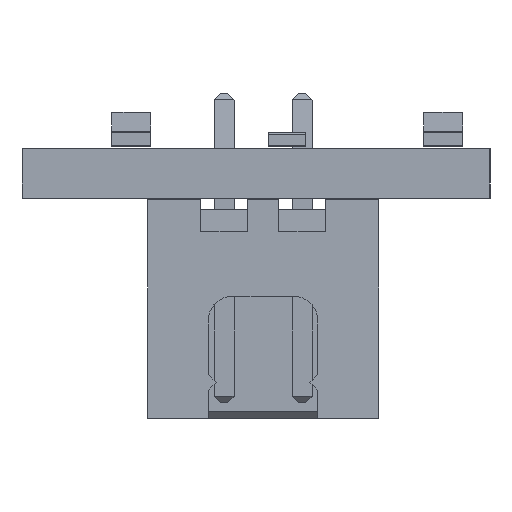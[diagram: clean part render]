
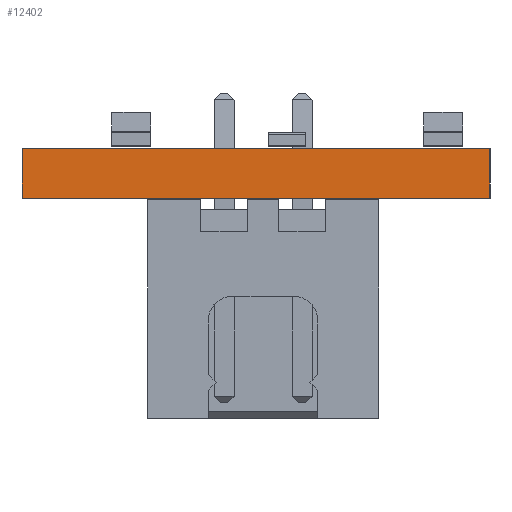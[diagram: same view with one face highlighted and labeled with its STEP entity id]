
A CAD part, left-side view. The second image highlights one B-rep face of the part: STEP entity #12402.
In plain terms, the highlighted planar face has unit normal (-1, 0, 0).
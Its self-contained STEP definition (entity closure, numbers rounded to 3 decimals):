
#12221 = PLANE('',#12222);
#12222 = AXIS2_PLACEMENT_3D('',#12223,#12224,#12225);
#12223 = CARTESIAN_POINT('',(220.,-105.,0.));
#12224 = DIRECTION('',(0.,-1.,0.));
#12225 = DIRECTION('',(-1.,0.,0.));
#12246 = VERTEX_POINT('',#12247);
#12247 = CARTESIAN_POINT('',(50.,-105.,1.6));
#12261 = PLANE('',#12262);
#12262 = AXIS2_PLACEMENT_3D('',#12263,#12264,#12265);
#12263 = CARTESIAN_POINT('',(135.,-97.5,1.6));
#12264 = DIRECTION('',(-0.,-0.,-1.));
#12265 = DIRECTION('',(-1.,0.,0.));
#12273 = EDGE_CURVE('',#12274,#12246,#12276,.T.);
#12274 = VERTEX_POINT('',#12275);
#12275 = CARTESIAN_POINT('',(50.,-105.,0.));
#12276 = SURFACE_CURVE('',#12277,(#12281,#12288),.PCURVE_S1.);
#12277 = LINE('',#12278,#12279);
#12278 = CARTESIAN_POINT('',(50.,-105.,0.));
#12279 = VECTOR('',#12280,1.);
#12280 = DIRECTION('',(0.,0.,1.));
#12281 = PCURVE('',#12221,#12282);
#12282 = DEFINITIONAL_REPRESENTATION('',(#12283),#12287);
#12283 = LINE('',#12284,#12285);
#12284 = CARTESIAN_POINT('',(170.,0.));
#12285 = VECTOR('',#12286,1.);
#12286 = DIRECTION('',(0.,-1.));
#12287 = ( GEOMETRIC_REPRESENTATION_CONTEXT(2) 
PARAMETRIC_REPRESENTATION_CONTEXT() REPRESENTATION_CONTEXT('2D SPACE',''
  ) );
#12288 = PCURVE('',#12289,#12294);
#12289 = PLANE('',#12290);
#12290 = AXIS2_PLACEMENT_3D('',#12291,#12292,#12293);
#12291 = CARTESIAN_POINT('',(50.,-105.,0.));
#12292 = DIRECTION('',(-1.,0.,0.));
#12293 = DIRECTION('',(0.,1.,0.));
#12294 = DEFINITIONAL_REPRESENTATION('',(#12295),#12299);
#12295 = LINE('',#12296,#12297);
#12296 = CARTESIAN_POINT('',(0.,0.));
#12297 = VECTOR('',#12298,1.);
#12298 = DIRECTION('',(0.,-1.));
#12299 = ( GEOMETRIC_REPRESENTATION_CONTEXT(2) 
PARAMETRIC_REPRESENTATION_CONTEXT() REPRESENTATION_CONTEXT('2D SPACE',''
  ) );
#12315 = PLANE('',#12316);
#12316 = AXIS2_PLACEMENT_3D('',#12317,#12318,#12319);
#12317 = CARTESIAN_POINT('',(135.,-97.5,0.));
#12318 = DIRECTION('',(-0.,-0.,-1.));
#12319 = DIRECTION('',(-1.,0.,0.));
#12348 = PLANE('',#12349);
#12349 = AXIS2_PLACEMENT_3D('',#12350,#12351,#12352);
#12350 = CARTESIAN_POINT('',(50.,-90.,0.));
#12351 = DIRECTION('',(0.,1.,0.));
#12352 = DIRECTION('',(1.,0.,0.));
#12402 = ADVANCED_FACE('',(#12403),#12289,.T.);
#12403 = FACE_BOUND('',#12404,.T.);
#12404 = EDGE_LOOP('',(#12405,#12406,#12429,#12452));
#12405 = ORIENTED_EDGE('',*,*,#12273,.T.);
#12406 = ORIENTED_EDGE('',*,*,#12407,.T.);
#12407 = EDGE_CURVE('',#12246,#12408,#12410,.T.);
#12408 = VERTEX_POINT('',#12409);
#12409 = CARTESIAN_POINT('',(50.,-90.,1.6));
#12410 = SURFACE_CURVE('',#12411,(#12415,#12422),.PCURVE_S1.);
#12411 = LINE('',#12412,#12413);
#12412 = CARTESIAN_POINT('',(50.,-105.,1.6));
#12413 = VECTOR('',#12414,1.);
#12414 = DIRECTION('',(0.,1.,0.));
#12415 = PCURVE('',#12289,#12416);
#12416 = DEFINITIONAL_REPRESENTATION('',(#12417),#12421);
#12417 = LINE('',#12418,#12419);
#12418 = CARTESIAN_POINT('',(0.,-1.6));
#12419 = VECTOR('',#12420,1.);
#12420 = DIRECTION('',(1.,0.));
#12421 = ( GEOMETRIC_REPRESENTATION_CONTEXT(2) 
PARAMETRIC_REPRESENTATION_CONTEXT() REPRESENTATION_CONTEXT('2D SPACE',''
  ) );
#12422 = PCURVE('',#12261,#12423);
#12423 = DEFINITIONAL_REPRESENTATION('',(#12424),#12428);
#12424 = LINE('',#12425,#12426);
#12425 = CARTESIAN_POINT('',(85.,-7.5));
#12426 = VECTOR('',#12427,1.);
#12427 = DIRECTION('',(0.,1.));
#12428 = ( GEOMETRIC_REPRESENTATION_CONTEXT(2) 
PARAMETRIC_REPRESENTATION_CONTEXT() REPRESENTATION_CONTEXT('2D SPACE',''
  ) );
#12429 = ORIENTED_EDGE('',*,*,#12430,.F.);
#12430 = EDGE_CURVE('',#12431,#12408,#12433,.T.);
#12431 = VERTEX_POINT('',#12432);
#12432 = CARTESIAN_POINT('',(50.,-90.,0.));
#12433 = SURFACE_CURVE('',#12434,(#12438,#12445),.PCURVE_S1.);
#12434 = LINE('',#12435,#12436);
#12435 = CARTESIAN_POINT('',(50.,-90.,0.));
#12436 = VECTOR('',#12437,1.);
#12437 = DIRECTION('',(0.,0.,1.));
#12438 = PCURVE('',#12289,#12439);
#12439 = DEFINITIONAL_REPRESENTATION('',(#12440),#12444);
#12440 = LINE('',#12441,#12442);
#12441 = CARTESIAN_POINT('',(15.,0.));
#12442 = VECTOR('',#12443,1.);
#12443 = DIRECTION('',(0.,-1.));
#12444 = ( GEOMETRIC_REPRESENTATION_CONTEXT(2) 
PARAMETRIC_REPRESENTATION_CONTEXT() REPRESENTATION_CONTEXT('2D SPACE',''
  ) );
#12445 = PCURVE('',#12348,#12446);
#12446 = DEFINITIONAL_REPRESENTATION('',(#12447),#12451);
#12447 = LINE('',#12448,#12449);
#12448 = CARTESIAN_POINT('',(0.,0.));
#12449 = VECTOR('',#12450,1.);
#12450 = DIRECTION('',(0.,-1.));
#12451 = ( GEOMETRIC_REPRESENTATION_CONTEXT(2) 
PARAMETRIC_REPRESENTATION_CONTEXT() REPRESENTATION_CONTEXT('2D SPACE',''
  ) );
#12452 = ORIENTED_EDGE('',*,*,#12453,.F.);
#12453 = EDGE_CURVE('',#12274,#12431,#12454,.T.);
#12454 = SURFACE_CURVE('',#12455,(#12459,#12466),.PCURVE_S1.);
#12455 = LINE('',#12456,#12457);
#12456 = CARTESIAN_POINT('',(50.,-105.,0.));
#12457 = VECTOR('',#12458,1.);
#12458 = DIRECTION('',(0.,1.,0.));
#12459 = PCURVE('',#12289,#12460);
#12460 = DEFINITIONAL_REPRESENTATION('',(#12461),#12465);
#12461 = LINE('',#12462,#12463);
#12462 = CARTESIAN_POINT('',(0.,0.));
#12463 = VECTOR('',#12464,1.);
#12464 = DIRECTION('',(1.,0.));
#12465 = ( GEOMETRIC_REPRESENTATION_CONTEXT(2) 
PARAMETRIC_REPRESENTATION_CONTEXT() REPRESENTATION_CONTEXT('2D SPACE',''
  ) );
#12466 = PCURVE('',#12315,#12467);
#12467 = DEFINITIONAL_REPRESENTATION('',(#12468),#12472);
#12468 = LINE('',#12469,#12470);
#12469 = CARTESIAN_POINT('',(85.,-7.5));
#12470 = VECTOR('',#12471,1.);
#12471 = DIRECTION('',(0.,1.));
#12472 = ( GEOMETRIC_REPRESENTATION_CONTEXT(2) 
PARAMETRIC_REPRESENTATION_CONTEXT() REPRESENTATION_CONTEXT('2D SPACE',''
  ) );
